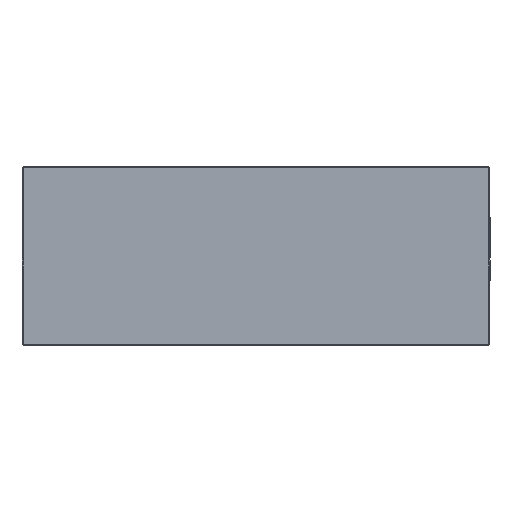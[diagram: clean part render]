
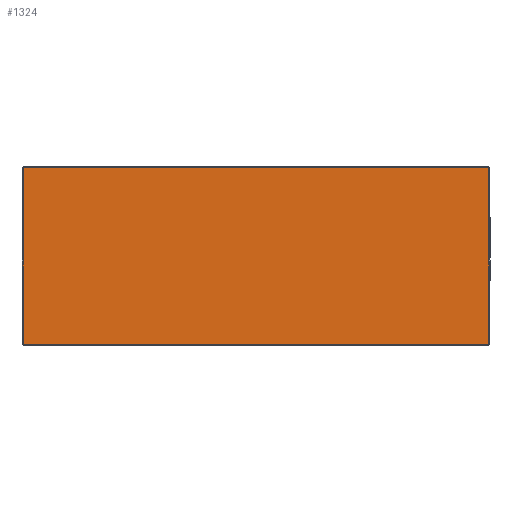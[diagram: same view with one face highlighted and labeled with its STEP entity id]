
A CAD part, top view. The second image highlights one B-rep face of the part: STEP entity #1324.
In plain terms, the highlighted planar face has unit normal (0, 0, 1).
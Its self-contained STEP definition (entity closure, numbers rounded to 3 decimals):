
#57 = LINE ( 'NONE', #409, #1992 ) ;
#85 = FACE_OUTER_BOUND ( 'NONE', #1689, .T. ) ;
#130 = ORIENTED_EDGE ( 'NONE', *, *, #215, .T. ) ;
#210 = LINE ( 'NONE', #598, #714 ) ;
#215 = EDGE_CURVE ( 'NONE', #870, #1690, #2040, .T. ) ;
#225 = DIRECTION ( 'NONE',  ( 1., 0., 0. ) ) ;
#399 = PLANE ( 'NONE',  #576 ) ;
#409 = CARTESIAN_POINT ( 'NONE',  ( -450.5, -170.5, 0. ) ) ;
#420 = DIRECTION ( 'NONE',  ( 0., -1., 0. ) ) ;
#427 = ORIENTED_EDGE ( 'NONE', *, *, #2085, .T. ) ;
#437 = EDGE_CURVE ( 'NONE', #1690, #785, #1891, .T. ) ;
#497 = VECTOR ( 'NONE', #1905, 1000. ) ;
#576 = AXIS2_PLACEMENT_3D ( 'NONE', #1225, #2070, #225 ) ;
#598 = CARTESIAN_POINT ( 'NONE',  ( 450.5, 170.5, 0. ) ) ;
#653 = CARTESIAN_POINT ( 'NONE',  ( 450.5, -170.5, 0. ) ) ;
#714 = VECTOR ( 'NONE', #2094, 1000. ) ;
#785 = VERTEX_POINT ( 'NONE', #1870 ) ;
#870 = VERTEX_POINT ( 'NONE', #1578 ) ;
#1041 = VECTOR ( 'NONE', #1128, 1000. ) ;
#1075 = ORIENTED_EDGE ( 'NONE', *, *, #1638, .T. ) ;
#1128 = DIRECTION ( 'NONE',  ( 0., 1., 0. ) ) ;
#1225 = CARTESIAN_POINT ( 'NONE',  ( 0., 0., 0. ) ) ;
#1234 = ORIENTED_EDGE ( 'NONE', *, *, #437, .T. ) ;
#1238 = CARTESIAN_POINT ( 'NONE',  ( 450.5, -170.5, 0. ) ) ;
#1324 = ADVANCED_FACE ( 'NONE', ( #85 ), #399, .T. ) ;
#1356 = VERTEX_POINT ( 'NONE', #1897 ) ;
#1578 = CARTESIAN_POINT ( 'NONE',  ( -450.5, -170.5, 0. ) ) ;
#1638 = EDGE_CURVE ( 'NONE', #1356, #870, #57, .T. ) ;
#1689 = EDGE_LOOP ( 'NONE', ( #1075, #130, #1234, #427 ) ) ;
#1690 = VERTEX_POINT ( 'NONE', #653 ) ;
#1779 = CARTESIAN_POINT ( 'NONE',  ( 450.5, -170.5, 0. ) ) ;
#1870 = CARTESIAN_POINT ( 'NONE',  ( 450.5, 170.5, 0. ) ) ;
#1891 = LINE ( 'NONE', #1779, #1041 ) ;
#1897 = CARTESIAN_POINT ( 'NONE',  ( -450.5, 170.5, 0. ) ) ;
#1905 = DIRECTION ( 'NONE',  ( 1., 0., 0. ) ) ;
#1992 = VECTOR ( 'NONE', #420, 1000. ) ;
#2040 = LINE ( 'NONE', #1238, #497 ) ;
#2070 = DIRECTION ( 'NONE',  ( 0., 0., 1. ) ) ;
#2085 = EDGE_CURVE ( 'NONE', #785, #1356, #210, .T. ) ;
#2094 = DIRECTION ( 'NONE',  ( -1., 0., 0. ) ) ;
